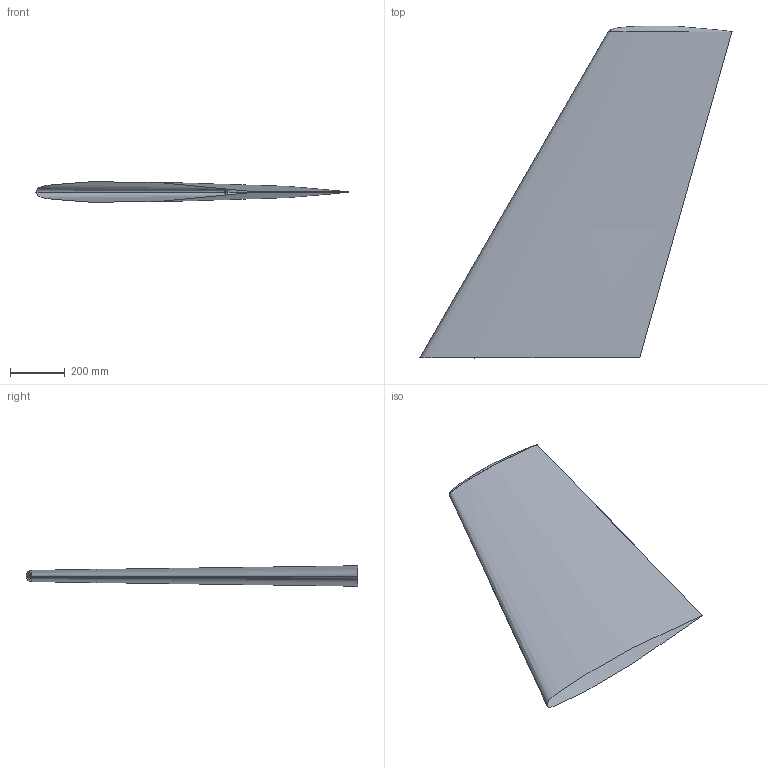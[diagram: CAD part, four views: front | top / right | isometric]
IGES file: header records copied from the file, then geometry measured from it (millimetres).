
Start section: START RECORD GO HERE.
Global section: file name: AileM6_v1.2_surfaces.igs; native system: IBM CATIA IGES - CATIA Version 5 Release 18 ; preprocessor: CATIA Version 5 Release 18 ; author: adumont; organization: ONL; date: 20140902.162041; units: millimetre
Bounding box: 1144.08 x 1217.33 x 74.81 mm (x, y, z)
Surface area: 1559323.9 mm2 (no closed solid volume)
Topology: 0 solids, 0 shells, 8 faces, 30 edges, 30 vertices
Faces by surface type: bspline 6, plane 2
